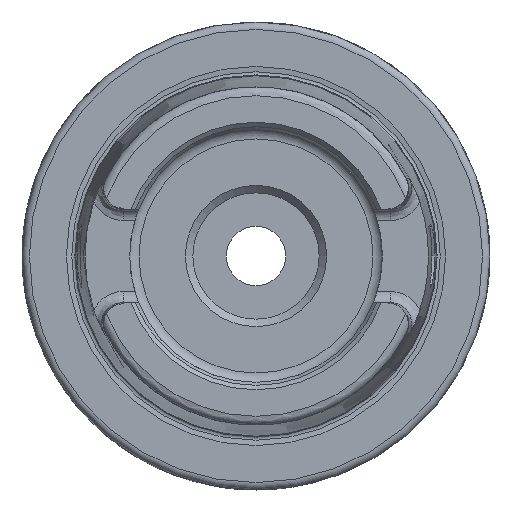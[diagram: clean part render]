
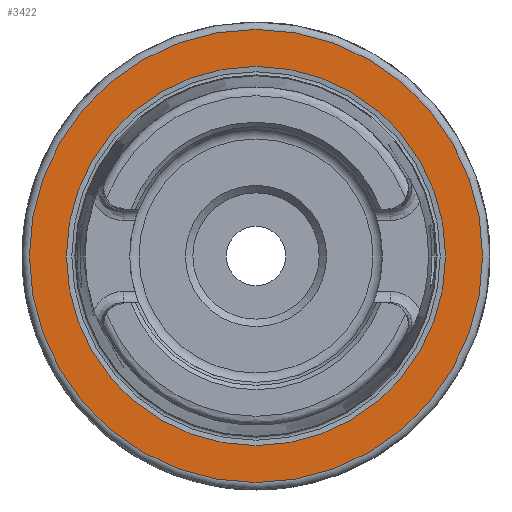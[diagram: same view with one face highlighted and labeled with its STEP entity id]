
A CAD part, left-side view. The second image highlights one B-rep face of the part: STEP entity #3422.
In plain terms, the highlighted planar face has unit normal (-1, 0, 0).
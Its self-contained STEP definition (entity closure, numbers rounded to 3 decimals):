
#156=PLANE('',#3772);
#312=FACE_OUTER_BOUND('',#777,.T.);
#518=CIRCLE('',#3770,25.521);
#519=CIRCLE('',#3771,25.521);
#520=CIRCLE('',#3773,30.5);
#521=CIRCLE('',#3774,30.5);
#626=FACE_BOUND('',#778,.T.);
#777=EDGE_LOOP('',(#2974,#2975));
#778=EDGE_LOOP('',(#2976,#2977));
#1535=VERTEX_POINT('',#7332);
#1536=VERTEX_POINT('',#7334);
#1537=VERTEX_POINT('',#7338);
#1538=VERTEX_POINT('',#7339);
#2035=EDGE_CURVE('',#1536,#1535,#518,.T.);
#2036=EDGE_CURVE('',#1535,#1536,#519,.T.);
#2037=EDGE_CURVE('',#1537,#1538,#520,.T.);
#2038=EDGE_CURVE('',#1538,#1537,#521,.T.);
#2974=ORIENTED_EDGE('',*,*,#2037,.F.);
#2975=ORIENTED_EDGE('',*,*,#2038,.F.);
#2976=ORIENTED_EDGE('',*,*,#2035,.T.);
#2977=ORIENTED_EDGE('',*,*,#2036,.T.);
#3422=ADVANCED_FACE('',(#312,#626),#156,.T.);
#3770=AXIS2_PLACEMENT_3D('',#7335,#4544,#4545);
#3771=AXIS2_PLACEMENT_3D('',#7336,#4546,#4547);
#3772=AXIS2_PLACEMENT_3D('',#7337,#4548,#4549);
#3773=AXIS2_PLACEMENT_3D('',#7340,#4550,#4551);
#3774=AXIS2_PLACEMENT_3D('',#7341,#4552,#4553);
#4544=DIRECTION('center_axis',(1.,0.,0.));
#4545=DIRECTION('ref_axis',(0.,0.,-1.));
#4546=DIRECTION('center_axis',(1.,0.,0.));
#4547=DIRECTION('ref_axis',(0.,0.,-1.));
#4548=DIRECTION('center_axis',(-1.,0.,0.));
#4549=DIRECTION('ref_axis',(0.,0.,1.));
#4550=DIRECTION('center_axis',(1.,0.,0.));
#4551=DIRECTION('ref_axis',(0.,0.,-1.));
#4552=DIRECTION('center_axis',(1.,0.,0.));
#4553=DIRECTION('ref_axis',(0.,0.,-1.));
#7332=CARTESIAN_POINT('',(0.,-25.521,0.));
#7334=CARTESIAN_POINT('',(0.,25.521,0.));
#7335=CARTESIAN_POINT('Origin',(0.,0.,
0.));
#7336=CARTESIAN_POINT('Origin',(0.,0.,
0.));
#7337=CARTESIAN_POINT('Origin',(0.,30.5,0.));
#7338=CARTESIAN_POINT('',(0.,30.5,0.));
#7339=CARTESIAN_POINT('',(0.,0.,30.5));
#7340=CARTESIAN_POINT('Origin',(0.,0.,
0.));
#7341=CARTESIAN_POINT('Origin',(0.,0.,
0.));
